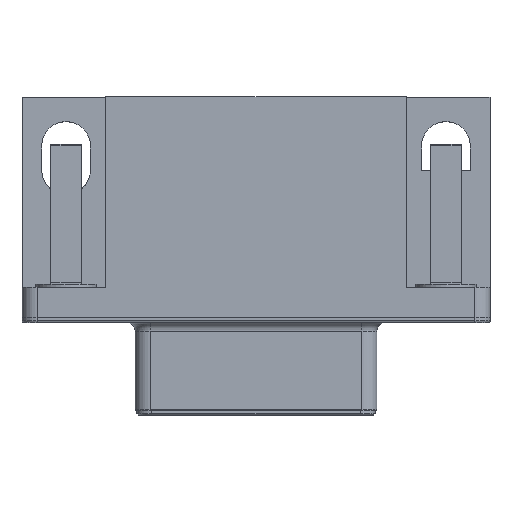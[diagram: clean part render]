
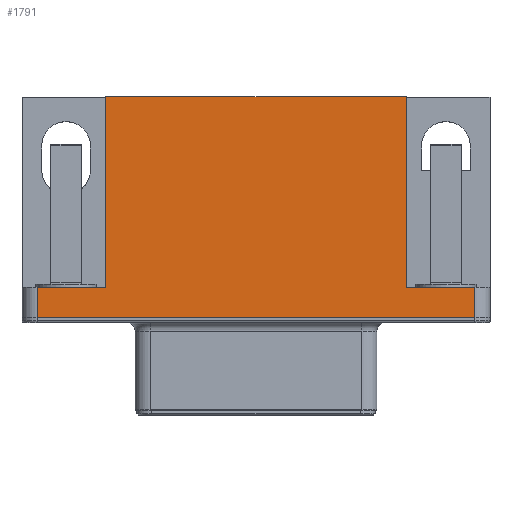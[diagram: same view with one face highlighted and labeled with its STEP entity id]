
A CAD part, top view. The second image highlights one B-rep face of the part: STEP entity #1791.
In plain terms, the highlighted planar face has unit normal (0, 0, 1).
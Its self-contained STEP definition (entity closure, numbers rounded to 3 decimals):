
#1324 = VERTEX_POINT('',#1325);
#1325 = CARTESIAN_POINT('',(-19.94,-12.74,12.5));
#1356 = EDGE_CURVE('',#1357,#1324,#1359,.T.);
#1357 = VERTEX_POINT('',#1358);
#1358 = CARTESIAN_POINT('',(8.86,-12.74,12.5));
#1359 = LINE('',#1360,#1361);
#1360 = CARTESIAN_POINT('',(9.86,-12.74,12.5));
#1361 = VECTOR('',#1362,1.);
#1362 = DIRECTION('',(-1.,0.,0.));
#1763 = EDGE_CURVE('',#1324,#1764,#1766,.T.);
#1764 = VERTEX_POINT('',#1765);
#1765 = CARTESIAN_POINT('',(-19.94,-10.74,12.5));
#1766 = LINE('',#1767,#1768);
#1767 = CARTESIAN_POINT('',(-19.94,-12.74,12.5));
#1768 = VECTOR('',#1769,1.);
#1769 = DIRECTION('',(0.,1.,0.));
#1791 = ADVANCED_FACE('',(#1792),#1842,.T.);
#1792 = FACE_BOUND('',#1793,.T.);
#1793 = EDGE_LOOP('',(#1794,#1795,#1803,#1811,#1819,#1827,#1835,#1841));
#1794 = ORIENTED_EDGE('',*,*,#1356,.F.);
#1795 = ORIENTED_EDGE('',*,*,#1796,.T.);
#1796 = EDGE_CURVE('',#1357,#1797,#1799,.T.);
#1797 = VERTEX_POINT('',#1798);
#1798 = CARTESIAN_POINT('',(8.86,-10.74,12.5));
#1799 = LINE('',#1800,#1801);
#1800 = CARTESIAN_POINT('',(8.86,-12.74,12.5));
#1801 = VECTOR('',#1802,1.);
#1802 = DIRECTION('',(0.,1.,0.));
#1803 = ORIENTED_EDGE('',*,*,#1804,.F.);
#1804 = EDGE_CURVE('',#1805,#1797,#1807,.T.);
#1805 = VERTEX_POINT('',#1806);
#1806 = CARTESIAN_POINT('',(4.36,-10.74,12.5));
#1807 = LINE('',#1808,#1809);
#1808 = CARTESIAN_POINT('',(8.86,-10.74,12.5));
#1809 = VECTOR('',#1810,1.);
#1810 = DIRECTION('',(1.,0.,0.));
#1811 = ORIENTED_EDGE('',*,*,#1812,.F.);
#1812 = EDGE_CURVE('',#1813,#1805,#1815,.T.);
#1813 = VERTEX_POINT('',#1814);
#1814 = CARTESIAN_POINT('',(4.36,1.8,12.5));
#1815 = LINE('',#1816,#1817);
#1816 = CARTESIAN_POINT('',(4.36,-11.74,12.5));
#1817 = VECTOR('',#1818,1.);
#1818 = DIRECTION('',(0.,-1.,0.));
#1819 = ORIENTED_EDGE('',*,*,#1820,.T.);
#1820 = EDGE_CURVE('',#1813,#1821,#1823,.T.);
#1821 = VERTEX_POINT('',#1822);
#1822 = CARTESIAN_POINT('',(-15.44,1.8,12.5));
#1823 = LINE('',#1824,#1825);
#1824 = CARTESIAN_POINT('',(9.86,1.8,12.5));
#1825 = VECTOR('',#1826,1.);
#1826 = DIRECTION('',(-1.,0.,0.));
#1827 = ORIENTED_EDGE('',*,*,#1828,.F.);
#1828 = EDGE_CURVE('',#1829,#1821,#1831,.T.);
#1829 = VERTEX_POINT('',#1830);
#1830 = CARTESIAN_POINT('',(-15.44,-10.74,12.5));
#1831 = LINE('',#1832,#1833);
#1832 = CARTESIAN_POINT('',(-15.44,-11.74,12.5));
#1833 = VECTOR('',#1834,1.);
#1834 = DIRECTION('',(0.,1.,0.));
#1835 = ORIENTED_EDGE('',*,*,#1836,.F.);
#1836 = EDGE_CURVE('',#1764,#1829,#1837,.T.);
#1837 = LINE('',#1838,#1839);
#1838 = CARTESIAN_POINT('',(-4.54,-10.74,12.5));
#1839 = VECTOR('',#1840,1.);
#1840 = DIRECTION('',(1.,0.,0.));
#1841 = ORIENTED_EDGE('',*,*,#1763,.F.);
#1842 = PLANE('',#1843);
#1843 = AXIS2_PLACEMENT_3D('',#1844,#1845,#1846);
#1844 = CARTESIAN_POINT('',(9.86,-12.74,12.5));
#1845 = DIRECTION('',(0.,0.,1.));
#1846 = DIRECTION('',(-1.,0.,0.));
